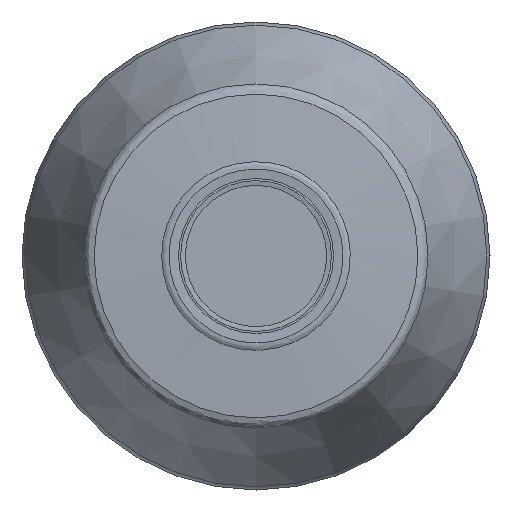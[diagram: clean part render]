
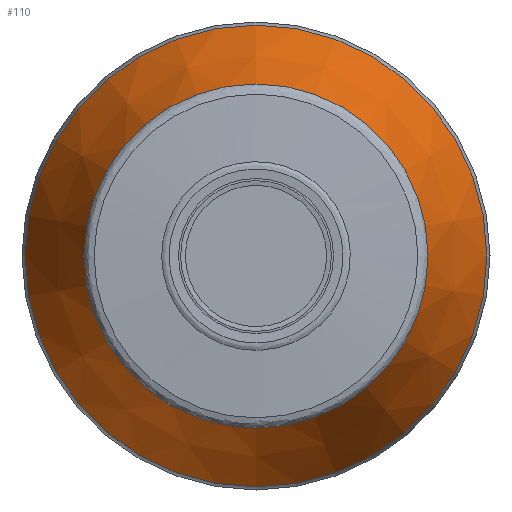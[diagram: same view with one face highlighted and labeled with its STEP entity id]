
A CAD part, left-side view. The second image highlights one B-rep face of the part: STEP entity #110.
In plain terms, the highlighted conical face has half-angle 22.62 degrees and reference radius 16.769 mm.
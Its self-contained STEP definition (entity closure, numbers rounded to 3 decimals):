
#88=CONICAL_SURFACE('',#447,16.769,22.62);
#110=ADVANCED_FACE('',(#164,#165),#88,.T.);
#164=FACE_BOUND('',#223,.T.);
#165=FACE_BOUND('',#224,.T.);
#223=EDGE_LOOP('',(#285));
#224=EDGE_LOOP('',(#286));
#285=ORIENTED_EDGE('',*,*,#364,.T.);
#286=ORIENTED_EDGE('',*,*,#363,.F.);
#332=VERTEX_POINT('',#652);
#333=VERTEX_POINT('',#655);
#363=EDGE_CURVE('',#332,#332,#394,.T.);
#364=EDGE_CURVE('',#333,#333,#395,.T.);
#394=CIRCLE('',#444,16.769);
#395=CIRCLE('',#446,12.385);
#444=AXIS2_PLACEMENT_3D('',#651,#532,#533);
#446=AXIS2_PLACEMENT_3D('',#654,#536,#537);
#447=AXIS2_PLACEMENT_3D('',#656,#538,#539);
#532=DIRECTION('',(1.,0.,0.));
#533=DIRECTION('',(0.,0.,1.));
#536=DIRECTION('',(1.,0.,0.));
#537=DIRECTION('',(0.,0.,1.));
#538=DIRECTION('',(1.,0.,0.));
#539=DIRECTION('',(0.,0.,-1.));
#651=CARTESIAN_POINT('',(91.446,0.,0.));
#652=CARTESIAN_POINT('',(91.446,0.,16.769));
#654=CARTESIAN_POINT('',(80.923,0.,0.));
#655=CARTESIAN_POINT('',(80.923,0.,12.385));
#656=CARTESIAN_POINT('',(91.446,0.,0.));
